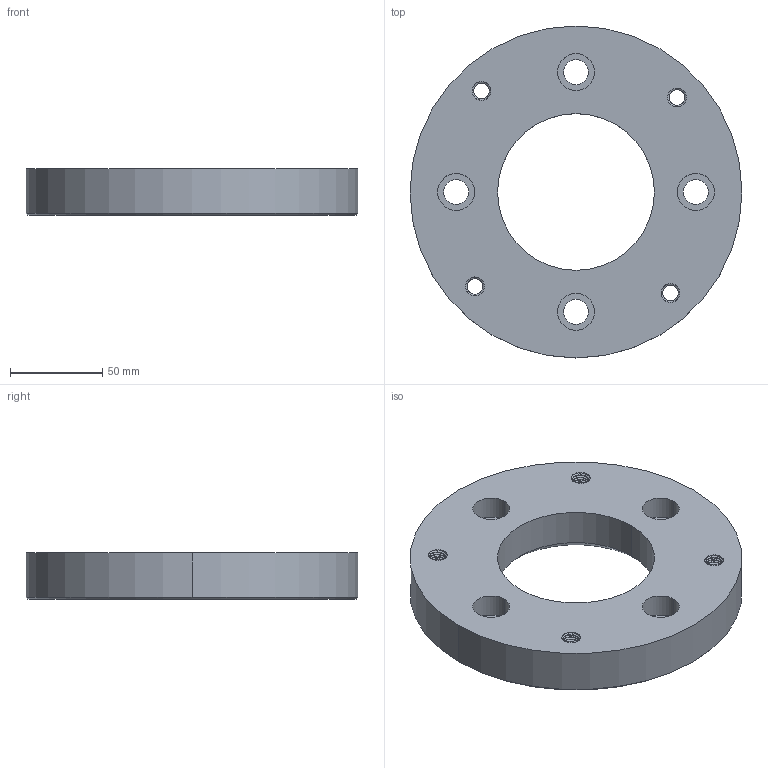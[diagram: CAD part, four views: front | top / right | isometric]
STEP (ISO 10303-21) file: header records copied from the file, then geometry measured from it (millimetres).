
FILE_DESCRIPTION (( 'STEP AP203' ), '1' );
FILE_NAME ('Cale trailer.STEP', '2020-12-16T07:07:02', ( '' ), ( '' ), 'SwSTEP 2.0', 'SolidWorks 2018', '' );
FILE_SCHEMA (( 'CONFIG_CONTROL_DESIGN' ));
Length unit declared in the file: millimetre
Products named in the file (1): Cale trailer
Bounding box: 180 x 180 x 25 mm (x, y, z)
Volume: 460544.6 mm3; surface area: 67206.9 mm2
Topology: 1 solids, 1 shells, 162 faces, 452 edges, 296 vertices
Faces by surface type: cylinder 132, plane 14, bspline 12, cone 4
Entity records: 13113 total; most frequent: CARTESIAN_POINT 9559, ORIENTED_EDGE 904, DIRECTION 562, EDGE_CURVE 452, VERTEX_POINT 296, AXIS2_PLACEMENT_3D 211, EDGE_LOOP 184, ADVANCED_FACE 162
